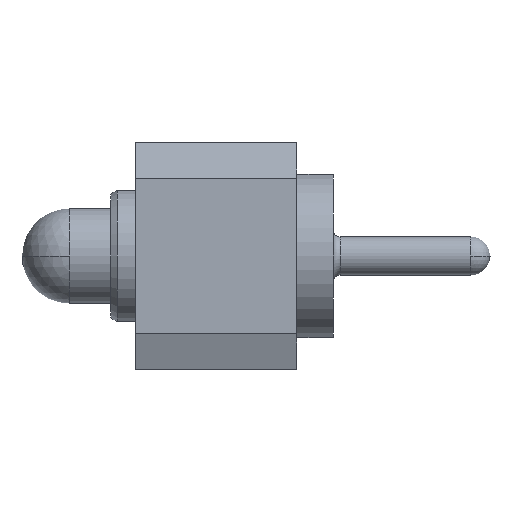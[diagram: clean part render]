
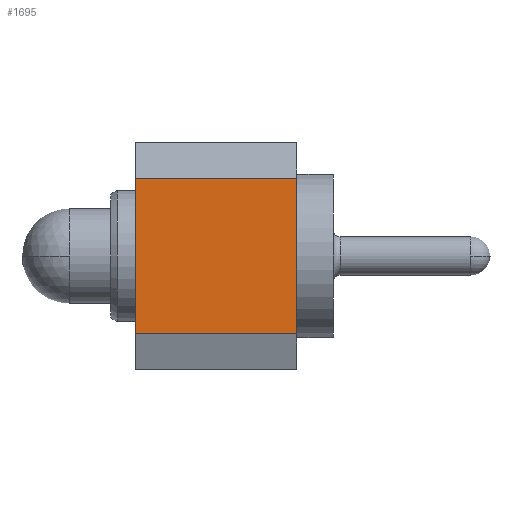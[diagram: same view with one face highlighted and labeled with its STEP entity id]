
A CAD part, left-side view. The second image highlights one B-rep face of the part: STEP entity #1695.
In plain terms, the highlighted planar face has unit normal (-1, 0, 0).
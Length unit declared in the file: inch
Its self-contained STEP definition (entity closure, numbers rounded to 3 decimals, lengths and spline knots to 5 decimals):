
#36 = LINE ( 'NONE', #1915, #888 ) ;
#107 = EDGE_CURVE ( 'NONE', #427, #114, #36, .T. ) ;
#114 = VERTEX_POINT ( 'NONE', #2414 ) ;
#160 = LINE ( 'NONE', #1342, #865 ) ;
#227 = VECTOR ( 'NONE', #2362, 39.37008 ) ;
#266 = FACE_OUTER_BOUND ( 'NONE', #1550, .T. ) ;
#281 = CARTESIAN_POINT ( 'NONE',  ( -0.01203, -0.071, -0.08425 ) ) ;
#319 = ORIENTED_EDGE ( 'NONE', *, *, #2671, .T. ) ;
#382 = ORIENTED_EDGE ( 'NONE', *, *, #2771, .T. ) ;
#427 = VERTEX_POINT ( 'NONE', #1396 ) ;
#539 = CARTESIAN_POINT ( 'NONE',  ( -0.01203, 0., -0.08425 ) ) ;
#603 = VERTEX_POINT ( 'NONE', #2409 ) ;
#618 = VECTOR ( 'NONE', #2797, 39.37008 ) ;
#865 = VECTOR ( 'NONE', #2978, 39.37008 ) ;
#883 = CARTESIAN_POINT ( 'NONE',  ( -0.01203, -0.071, -0.01575 ) ) ;
#888 = VECTOR ( 'NONE', #1416, 39.37008 ) ;
#1131 = AXIS2_PLACEMENT_3D ( 'NONE', #281, #2592, #2837 ) ;
#1342 = CARTESIAN_POINT ( 'NONE',  ( -0.01203, -0.071, -0.08425 ) ) ;
#1396 = CARTESIAN_POINT ( 'NONE',  ( -0.01203, -0.071, -0.08425 ) ) ;
#1416 = DIRECTION ( 'NONE',  ( 0., 1., 0. ) ) ;
#1543 = ORIENTED_EDGE ( 'NONE', *, *, #107, .F. ) ;
#1550 = EDGE_LOOP ( 'NONE', ( #2516, #1543, #319, #382 ) ) ;
#1584 = LINE ( 'NONE', #883, #618 ) ;
#1638 = PLANE ( 'NONE',  #1131 ) ;
#1695 = ADVANCED_FACE ( 'NONE', ( #266 ), #1638, .T. ) ;
#1767 = EDGE_CURVE ( 'NONE', #114, #603, #2143, .T. ) ;
#1915 = CARTESIAN_POINT ( 'NONE',  ( -0.01203, -0.071, -0.08425 ) ) ;
#2019 = VERTEX_POINT ( 'NONE', #2325 ) ;
#2143 = LINE ( 'NONE', #539, #227 ) ;
#2325 = CARTESIAN_POINT ( 'NONE',  ( -0.01203, -0.071, -0.01575 ) ) ;
#2362 = DIRECTION ( 'NONE',  ( 0., 0., 1. ) ) ;
#2409 = CARTESIAN_POINT ( 'NONE',  ( -0.01203, 0., -0.01575 ) ) ;
#2414 = CARTESIAN_POINT ( 'NONE',  ( -0.01203, 0., -0.08425 ) ) ;
#2516 = ORIENTED_EDGE ( 'NONE', *, *, #1767, .F. ) ;
#2592 = DIRECTION ( 'NONE',  ( -1., 0., 0. ) ) ;
#2671 = EDGE_CURVE ( 'NONE', #427, #2019, #160, .T. ) ;
#2771 = EDGE_CURVE ( 'NONE', #2019, #603, #1584, .T. ) ;
#2797 = DIRECTION ( 'NONE',  ( 0., 1., 0. ) ) ;
#2837 = DIRECTION ( 'NONE',  ( 0., 0., 1. ) ) ;
#2978 = DIRECTION ( 'NONE',  ( 0., 0., 1. ) ) ;
